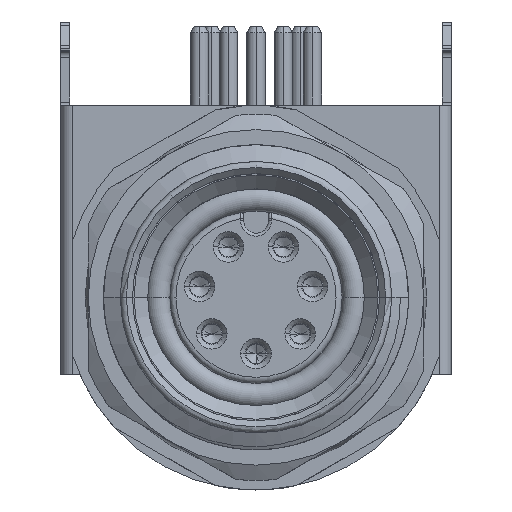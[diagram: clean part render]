
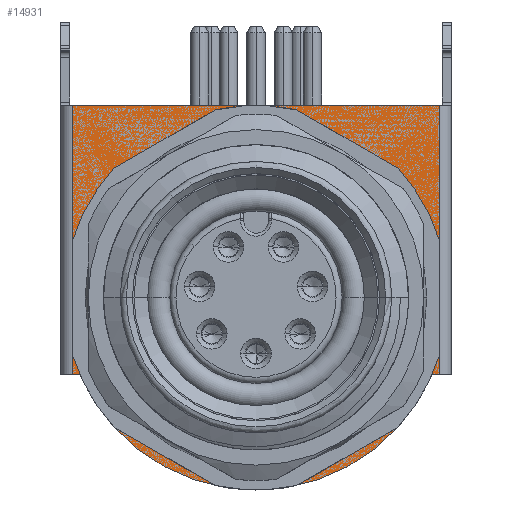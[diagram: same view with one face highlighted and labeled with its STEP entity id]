
A CAD part, top view. The second image highlights one B-rep face of the part: STEP entity #14931.
In plain terms, the highlighted planar face has unit normal (0, 0, 1).
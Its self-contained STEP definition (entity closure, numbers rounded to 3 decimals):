
#12956=DIRECTION('',(0.,1.,0.));
#12957=VECTOR('',#12956,8.8);
#12958=CARTESIAN_POINT('',(6.,-2.5,-5.8));
#12959=LINE('',#12958,#12957);
#12973=DIRECTION('',(1.,0.,0.));
#12974=VECTOR('',#12973,0.217);
#12975=CARTESIAN_POINT('',(5.783,-2.5,-5.8));
#12976=LINE('',#12975,#12974);
#13695=DIRECTION('',(0.,-1.,0.));
#13696=VECTOR('',#13695,8.8);
#13697=CARTESIAN_POINT('',(-6.,6.3,-5.8));
#13698=LINE('',#13697,#13696);
#13703=DIRECTION('',(1.,0.,0.));
#13704=VECTOR('',#13703,12.);
#13705=CARTESIAN_POINT('',(-6.,6.3,-5.8));
#13706=LINE('',#13705,#13704);
#13707=CARTESIAN_POINT('',(0.,0.,-5.8));
#13708=DIRECTION('',(0.,0.,-1.));
#13709=DIRECTION('',(0.918,-0.397,0.));
#13710=AXIS2_PLACEMENT_3D('',#13707,#13708,#13709);
#13712=CARTESIAN_POINT('',(-5.15,0.,-5.8));
#13713=CARTESIAN_POINT('',(-5.15,-0.271,-5.8));
#13714=CARTESIAN_POINT('',(-5.108,-0.806,-5.8));
#13715=CARTESIAN_POINT('',(-4.919,-1.596,-5.8));
#13716=CARTESIAN_POINT('',(-4.607,-2.348,-5.8));
#13717=CARTESIAN_POINT('',(-4.188,-3.033,-5.8));
#13718=CARTESIAN_POINT('',(-3.657,-3.657,-5.8));
#13719=CARTESIAN_POINT('',(-3.036,-4.187,-5.8));
#13720=CARTESIAN_POINT('',(-2.34,-4.612,-5.8));
#13721=CARTESIAN_POINT('',(-1.587,-4.922,-5.8));
#13722=CARTESIAN_POINT('',(-0.797,-5.109,-5.8));
#13723=CARTESIAN_POINT('',(0.012,-5.171,-5.8));
#13724=CARTESIAN_POINT('',(0.819,-5.106,-5.8));
#13725=CARTESIAN_POINT('',(1.605,-4.916,-5.8));
#13726=CARTESIAN_POINT('',(2.352,-4.605,-5.8));
#13727=CARTESIAN_POINT('',(3.042,-4.182,-5.8));
#13728=CARTESIAN_POINT('',(3.658,-3.655,-5.8));
#13729=CARTESIAN_POINT('',(4.186,-3.036,-5.8));
#13730=CARTESIAN_POINT('',(4.604,-2.353,-5.8));
#13731=CARTESIAN_POINT('',(4.916,-1.604,-5.8));
#13732=CARTESIAN_POINT('',(5.107,-0.812,-5.8));
#13733=CARTESIAN_POINT('',(5.15,-0.273,-5.8));
#13734=CARTESIAN_POINT('',(5.15,0.,-5.8));
#13736=CARTESIAN_POINT('',(5.15,0.,-5.8));
#13737=CARTESIAN_POINT('',(5.15,0.271,-5.8));
#13738=CARTESIAN_POINT('',(5.108,0.806,-5.8));
#13739=CARTESIAN_POINT('',(4.919,1.596,-5.8));
#13740=CARTESIAN_POINT('',(4.607,2.348,-5.8));
#13741=CARTESIAN_POINT('',(4.188,3.033,-5.8));
#13742=CARTESIAN_POINT('',(3.657,3.657,-5.8));
#13743=CARTESIAN_POINT('',(3.036,4.187,-5.8));
#13744=CARTESIAN_POINT('',(2.34,4.612,-5.8));
#13745=CARTESIAN_POINT('',(1.587,4.922,-5.8));
#13746=CARTESIAN_POINT('',(0.797,5.109,-5.8));
#13747=CARTESIAN_POINT('',(-0.012,5.171,-5.8));
#13748=CARTESIAN_POINT('',(-0.819,5.106,-5.8));
#13749=CARTESIAN_POINT('',(-1.605,4.916,-5.8));
#13750=CARTESIAN_POINT('',(-2.352,4.605,-5.8));
#13751=CARTESIAN_POINT('',(-3.042,4.182,-5.8));
#13752=CARTESIAN_POINT('',(-3.658,3.655,-5.8));
#13753=CARTESIAN_POINT('',(-4.186,3.036,-5.8));
#13754=CARTESIAN_POINT('',(-4.604,2.353,-5.8));
#13755=CARTESIAN_POINT('',(-4.916,1.604,-5.8));
#13756=CARTESIAN_POINT('',(-5.107,0.812,-5.8));
#13757=CARTESIAN_POINT('',(-5.15,0.273,-5.8));
#13758=CARTESIAN_POINT('',(-5.15,0.,-5.8));
#13855=DIRECTION('',(1.,0.,0.));
#13856=VECTOR('',#13855,0.217);
#13857=CARTESIAN_POINT('',(-6.,-2.5,-5.8));
#13858=LINE('',#13857,#13856);
#14111=VERTEX_POINT('',#13712);
#14112=VERTEX_POINT('',#13734);
#14149=CARTESIAN_POINT('',(6.,-2.5,-5.8));
#14150=VERTEX_POINT('',#14149);
#14151=CARTESIAN_POINT('',(6.,6.3,-5.8));
#14152=VERTEX_POINT('',#14151);
#14157=CARTESIAN_POINT('',(5.783,-2.5,-5.8));
#14158=VERTEX_POINT('',#14157);
#14185=CARTESIAN_POINT('',(-6.,6.3,-5.8));
#14186=VERTEX_POINT('',#14185);
#14247=CARTESIAN_POINT('',(-6.,-2.5,-5.8));
#14248=VERTEX_POINT('',#14247);
#14249=CARTESIAN_POINT('',(-5.783,-2.5,-5.8));
#14250=VERTEX_POINT('',#14249);
#14910=CARTESIAN_POINT('',(6.4,-2.5,-5.8));
#14911=DIRECTION('',(0.,0.,1.));
#14912=DIRECTION('',(0.,1.,0.));
#14913=AXIS2_PLACEMENT_3D('',#14910,#14911,#14912);
#14914=PLANE('',#14913);
#14915=ORIENTED_EDGE('',*,*,#14902,.F.);
#14916=ORIENTED_EDGE('',*,*,#14709,.T.);
#14917=ORIENTED_EDGE('',*,*,#14342,.F.);
#14918=ORIENTED_EDGE('',*,*,#14363,.F.);
#14920=ORIENTED_EDGE('',*,*,#14919,.T.);
#14922=ORIENTED_EDGE('',*,*,#14921,.F.);
#14923=EDGE_LOOP('',(#14915,#14916,#14917,#14918,#14920,#14922));
#14924=FACE_OUTER_BOUND('',#14923,.F.);
#14926=ORIENTED_EDGE('',*,*,#14925,.T.);
#14928=ORIENTED_EDGE('',*,*,#14927,.T.);
#14929=EDGE_LOOP('',(#14926,#14928));
#14930=FACE_BOUND('',#14929,.F.);
#13711=CIRCLE('',#13710,6.3);
#13735=B_SPLINE_CURVE_WITH_KNOTS('',3,(#13712,#13713,#13714,#13715,#13716,
#13717,#13718,#13719,#13720,#13721,#13722,#13723,#13724,#13725,#13726,#13727,
#13728,#13729,#13730,#13731,#13732,#13733,#13734),.UNSPECIFIED.,.F.,.F.,(4,1,1,
1,1,1,1,1,1,1,1,1,1,1,1,1,1,1,1,1,4),(0.,0.05,0.1,0.15,0.2,0.25,
0.3,0.35,0.4,0.45,0.5,0.55,0.6,0.65,0.7,0.75,0.8,0.85,
0.9,0.95,1.),.UNSPECIFIED.);
#13759=B_SPLINE_CURVE_WITH_KNOTS('',3,(#13736,#13737,#13738,#13739,#13740,
#13741,#13742,#13743,#13744,#13745,#13746,#13747,#13748,#13749,#13750,#13751,
#13752,#13753,#13754,#13755,#13756,#13757,#13758),.UNSPECIFIED.,.F.,.F.,(4,1,1,
1,1,1,1,1,1,1,1,1,1,1,1,1,1,1,1,1,4),(0.,0.05,0.1,0.15,0.2,0.25,
0.3,0.35,0.4,0.45,0.5,0.55,0.6,0.65,0.7,0.75,0.8,0.85,
0.9,0.95,1.),.UNSPECIFIED.);
#14342=EDGE_CURVE('',#14150,#14152,#12959,.T.);
#14363=EDGE_CURVE('',#14158,#14150,#12976,.T.);
#14709=EDGE_CURVE('',#14186,#14152,#13706,.T.);
#14902=EDGE_CURVE('',#14186,#14248,#13698,.T.);
#14919=EDGE_CURVE('',#14158,#14250,#13711,.T.);
#14921=EDGE_CURVE('',#14248,#14250,#13858,.T.);
#14925=EDGE_CURVE('',#14111,#14112,#13735,.T.);
#14927=EDGE_CURVE('',#14112,#14111,#13759,.T.);
#14931=ADVANCED_FACE('',(#14924,#14930),#14914,.T.);
